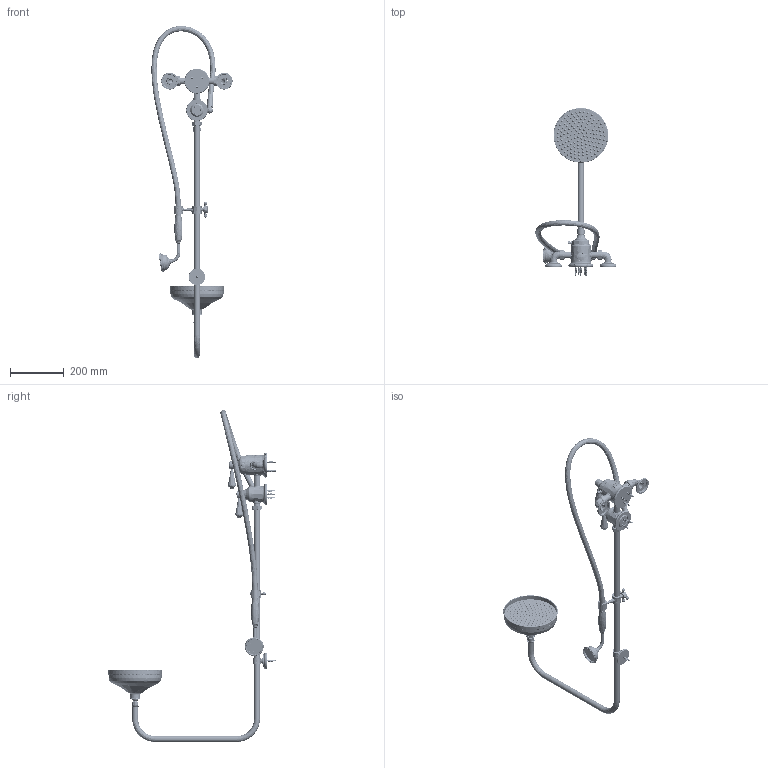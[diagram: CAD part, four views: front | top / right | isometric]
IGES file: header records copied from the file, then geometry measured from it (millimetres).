
Global section: file name: V2K5A-SB  V2K5A-SC; native system: Autodesk Inventor 2018; preprocessor: unknown; author: aduggalther; date: 20181024.151157; units: millimetre
Bounding box: 302.62 x 628.09 x 1238.25 mm (x, y, z)
Volume: 2599458.4 mm3; surface area: 882239.5 mm2
Topology: 148 solids, 164 shells, 6214 faces, 17114 edges, 11587 vertices
Faces by surface type: bspline 6214
